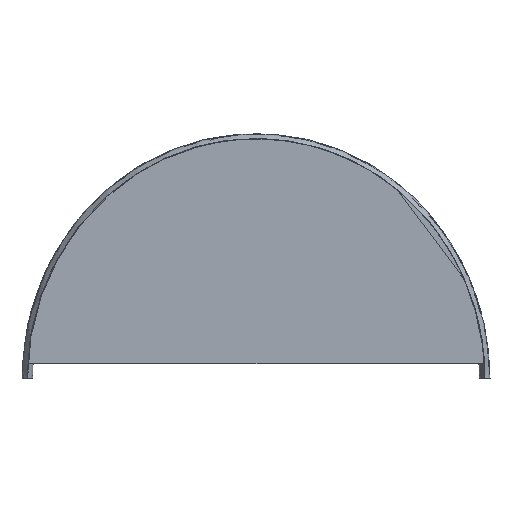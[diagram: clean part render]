
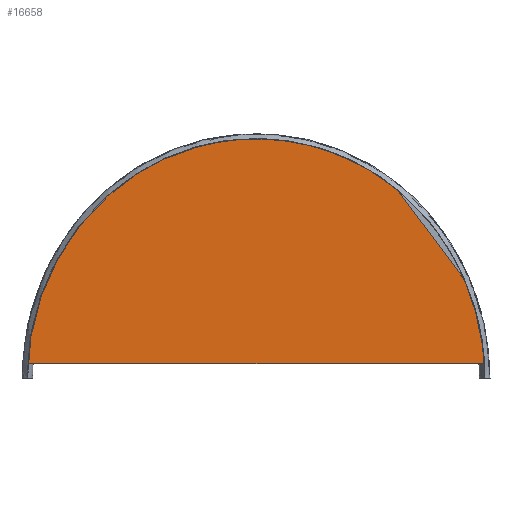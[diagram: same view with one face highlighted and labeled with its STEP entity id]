
A CAD part, front view. The second image highlights one B-rep face of the part: STEP entity #16658.
In plain terms, the highlighted planar face has unit normal (0, -1, 0).
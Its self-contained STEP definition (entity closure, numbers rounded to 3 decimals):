
#16017=CARTESIAN_POINT('',(328.718,-411.,20.));
#16018=VERTEX_POINT('',#16017);
#16197=CARTESIAN_POINT('',(329.755,-411.,20.));
#16198=VERTEX_POINT('',#16197);
#16524=CARTESIAN_POINT('',(328.718,-411.,20.));
#16525=DIRECTION('',(1.0,0.0,0.0));
#16526=VECTOR('',#16525,1.037);
#16527=LINE('',#16524,#16526);
#16528=EDGE_CURVE('',#16018,#16198,#16527,.T.);
#16533=CARTESIAN_POINT('',(0.0,-411.0,375.614));
#16534=DIRECTION('',(0.0,1.0,0.0));
#16535=DIRECTION('',(0.0,0.0,1.0));
#16536=AXIS2_PLACEMENT_3D('',#16533,#16534,#16535);
#16537=PLANE('',#16536);
#16538=CARTESIAN_POINT('',(-328.718,-411.,20.));
#16539=VERTEX_POINT('',#16538);
#16540=CARTESIAN_POINT('',(328.718,-411.,20.));
#16541=CARTESIAN_POINT('',(327.342,-411.,44.721));
#16542=CARTESIAN_POINT('',(323.404,-411.,69.284));
#16543=CARTESIAN_POINT('',(316.998,-411.,93.124));
#16544=CARTESIAN_POINT('',(310.58,-411.,117.01));
#16545=CARTESIAN_POINT('',(301.687,-411.,140.17));
#16546=CARTESIAN_POINT('',(290.516,-411.,162.057));
#16547=CARTESIAN_POINT('',(275.623,-411.,191.24));
#16548=CARTESIAN_POINT('',(256.682,-411.,218.161));
#16549=CARTESIAN_POINT('',(234.474,-411.,241.714));
#16550=CARTESIAN_POINT('',(223.37,-411.,253.491));
#16551=CARTESIAN_POINT('',(211.449,-411.,264.426));
#16552=CARTESIAN_POINT('',(198.842,-411.,274.411));
#16553=CARTESIAN_POINT('',(186.234,-411.,284.396));
#16554=CARTESIAN_POINT('',(172.941,-411.,293.432));
#16555=CARTESIAN_POINT('',(159.095,-411.,301.421));
#16556=CARTESIAN_POINT('',(145.249,-411.,309.411));
#16557=CARTESIAN_POINT('',(130.851,-411.,316.356));
#16558=CARTESIAN_POINT('',(116.052,-411.,322.183));
#16559=CARTESIAN_POINT('',(101.252,-411.,328.01));
#16560=CARTESIAN_POINT('',(86.052,-411.,332.719));
#16561=CARTESIAN_POINT('',(70.606,-411.,336.266));
#16562=CARTESIAN_POINT('',(55.161,-411.,339.812));
#16563=CARTESIAN_POINT('',(39.47,-411.,342.195));
#16564=CARTESIAN_POINT('',(23.699,-411.,343.383));
#16565=CARTESIAN_POINT('',(-7.845,-411.,345.759));
#16566=CARTESIAN_POINT('',(-39.714,-411.,343.354));
#16567=CARTESIAN_POINT('',(-70.607,-411.,336.271));
#16568=CARTESIAN_POINT('',(-86.053,-411.,332.729));
#16569=CARTESIAN_POINT('',(-101.255,-411.,328.018));
#16570=CARTESIAN_POINT('',(-116.054,-411.,322.187));
#16571=CARTESIAN_POINT('',(-145.65,-411.,310.525));
#16572=CARTESIAN_POINT('',(-173.631,-411.,294.385));
#16573=CARTESIAN_POINT('',(-198.844,-411.,274.416));
#16574=CARTESIAN_POINT('',(-217.755,-411.,259.439));
#16575=CARTESIAN_POINT('',(-235.108,-411.,242.309));
#16576=CARTESIAN_POINT('',(-250.506,-411.,223.435));
#16577=CARTESIAN_POINT('',(-265.904,-411.,204.561));
#16578=CARTESIAN_POINT('',(-279.345,-411.,183.944));
#16579=CARTESIAN_POINT('',(-290.515,-411.,162.056));
#16580=CARTESIAN_POINT('',(-301.684,-411.,140.168));
#16581=CARTESIAN_POINT('',(-310.581,-411.,117.01));
#16582=CARTESIAN_POINT('',(-317.,-411.,93.124));
#16583=CARTESIAN_POINT('',(-323.406,-411.,69.285));
#16584=CARTESIAN_POINT('',(-327.342,-411.,44.721));
#16585=CARTESIAN_POINT('',(-328.718,-411.,20.));
#16586=B_SPLINE_CURVE_WITH_KNOTS('',3,(#16540,#16541,#16542,#16543,#16544,#16545,#16546,#16547,#16548,#16549,#16550,#16551,#16552,#16553,#16554,#16555,#16556,#16557,#16558,#16559,#16560,#16561,#16562,#16563,#16564,#16565,#16566,#16567,#16568,#16569,#16570,#16571,#16572,#16573,#16574,#16575,#16576,#16577,#16578,#16579,#16580,#16581,#16582,#16583,#16584,#16585),.UNSPECIFIED.,.F.,.U.,(4,3,3,3,3,3,3,3,3,3,3,3,3,3,3,4),(-102.279,-94.989,-87.685,-77.946,-73.077,-68.207,-63.338,-58.468,-53.599,-43.86,-38.991,-29.252,-21.948,-14.644,-7.34,-0.05),.UNSPECIFIED.);
#16587=EDGE_CURVE('',#16018,#16539,#16586,.T.);
#16588=ORIENTED_EDGE('',*,*,#16587,.F.);
#16589=ORIENTED_EDGE('',*,*,#16528,.T.);
#16590=CARTESIAN_POINT('',(-329.755,-411.,20.));
#16591=VERTEX_POINT('',#16590);
#16592=CARTESIAN_POINT('',(-329.755,-411.0,20.));
#16593=CARTESIAN_POINT('',(-328.378,-411.0,44.815));
#16594=CARTESIAN_POINT('',(-324.429,-411.0,69.474));
#16595=CARTESIAN_POINT('',(-317.997,-411.0,93.403));
#16596=CARTESIAN_POINT('',(-311.559,-411.0,117.359));
#16597=CARTESIAN_POINT('',(-302.634,-411.0,140.585));
#16598=CARTESIAN_POINT('',(-291.43,-411.0,162.539));
#16599=CARTESIAN_POINT('',(-280.226,-411.0,184.493));
#16600=CARTESIAN_POINT('',(-266.744,-411.0,205.176));
#16601=CARTESIAN_POINT('',(-251.297,-411.0,224.106));
#16602=CARTESIAN_POINT('',(-235.85,-411.0,243.036));
#16603=CARTESIAN_POINT('',(-218.438,-411.0,260.213));
#16604=CARTESIAN_POINT('',(-199.468,-411.0,275.239));
#16605=CARTESIAN_POINT('',(-186.821,-411.0,285.257));
#16606=CARTESIAN_POINT('',(-173.482,-411.0,294.318));
#16607=CARTESIAN_POINT('',(-159.59,-411.0,302.332));
#16608=CARTESIAN_POINT('',(-145.698,-411.,310.346));
#16609=CARTESIAN_POINT('',(-131.253,-411.,317.312));
#16610=CARTESIAN_POINT('',(-116.404,-411.,323.157));
#16611=CARTESIAN_POINT('',(-101.556,-411.,329.003));
#16612=CARTESIAN_POINT('',(-86.304,-411.0,333.727));
#16613=CARTESIAN_POINT('',(-70.807,-411.0,337.283));
#16614=CARTESIAN_POINT('',(-55.309,-411.0,340.838));
#16615=CARTESIAN_POINT('',(-39.567,-411.,343.225));
#16616=CARTESIAN_POINT('',(-23.742,-411.,344.417));
#16617=CARTESIAN_POINT('',(-7.917,-411.,345.609));
#16618=CARTESIAN_POINT('',(7.99,-411.0,345.607));
#16619=CARTESIAN_POINT('',(23.815,-411.0,344.412));
#16620=CARTESIAN_POINT('',(39.639,-411.0,343.216));
#16621=CARTESIAN_POINT('',(55.381,-411.0,340.826));
#16622=CARTESIAN_POINT('',(70.878,-411.0,337.267));
#16623=CARTESIAN_POINT('',(86.374,-411.0,333.708));
#16624=CARTESIAN_POINT('',(101.625,-411.,328.979));
#16625=CARTESIAN_POINT('',(116.472,-411.,323.13));
#16626=CARTESIAN_POINT('',(131.32,-411.,317.281));
#16627=CARTESIAN_POINT('',(145.763,-411.0,310.312));
#16628=CARTESIAN_POINT('',(159.653,-411.0,302.295));
#16629=CARTESIAN_POINT('',(173.543,-411.,294.277));
#16630=CARTESIAN_POINT('',(186.88,-411.0,285.212));
#16631=CARTESIAN_POINT('',(199.525,-411.0,275.192));
#16632=CARTESIAN_POINT('',(212.17,-411.0,265.172));
#16633=CARTESIAN_POINT('',(224.124,-411.0,254.198));
#16634=CARTESIAN_POINT('',(235.262,-411.0,242.383));
#16635=CARTESIAN_POINT('',(246.4,-411.,230.569));
#16636=CARTESIAN_POINT('',(256.722,-411.,217.913));
#16637=CARTESIAN_POINT('',(266.122,-411.,204.549));
#16638=CARTESIAN_POINT('',(275.521,-411.0,191.184));
#16639=CARTESIAN_POINT('',(283.999,-411.0,177.11));
#16640=CARTESIAN_POINT('',(291.464,-411.0,162.472));
#16641=CARTESIAN_POINT('',(302.663,-411.0,140.514));
#16642=CARTESIAN_POINT('',(311.584,-411.,117.288));
#16643=CARTESIAN_POINT('',(318.017,-411.,93.33));
#16644=CARTESIAN_POINT('',(324.437,-411.,69.424));
#16645=CARTESIAN_POINT('',(328.38,-411.0,44.79));
#16646=CARTESIAN_POINT('',(329.755,-411.0,20.));
#16647=B_SPLINE_CURVE_WITH_KNOTS('',3,(#16592,#16593,#16594,#16595,#16596,#16597,#16598,#16599,#16600,#16601,#16602,#16603,#16604,#16605,#16606,#16607,#16608,#16609,#16610,#16611,#16612,#16613,#16614,#16615,#16616,#16617,#16618,#16619,#16620,#16621,#16622,#16623,#16624,#16625,#16626,#16627,#16628,#16629,#16630,#16631,#16632,#16633,#16634,#16635,#16636,#16637,#16638,#16639,#16640,#16641,#16642,#16643,#16644,#16645,#16646),.UNSPECIFIED.,.F.,.U.,(4,3,3,3,3,3,3,3,3,3,3,3,3,3,3,3,3,3,4),(-102.605,-95.286,-87.959,-80.632,-73.305,-68.42,-63.536,-58.651,-53.766,-48.881,-43.997,-39.112,-34.227,-29.343,-24.458,-19.573,-14.689,-7.362,-0.05),.UNSPECIFIED.);
#16648=EDGE_CURVE('',#16591,#16198,#16647,.T.);
#16649=ORIENTED_EDGE('',*,*,#16648,.F.);
#16650=CARTESIAN_POINT('',(-329.755,-411.,20.));
#16651=DIRECTION('',(1.0,0.0,0.0));
#16652=VECTOR('',#16651,1.037);
#16653=LINE('',#16650,#16652);
#16654=EDGE_CURVE('',#16591,#16539,#16653,.T.);
#16655=ORIENTED_EDGE('',*,*,#16654,.T.);
#16656=EDGE_LOOP('',(#16588,#16589,#16649,#16655));
#16657=FACE_OUTER_BOUND('',#16656,.T.);
#16658=ADVANCED_FACE('',(#16657),#16537,.F.);
